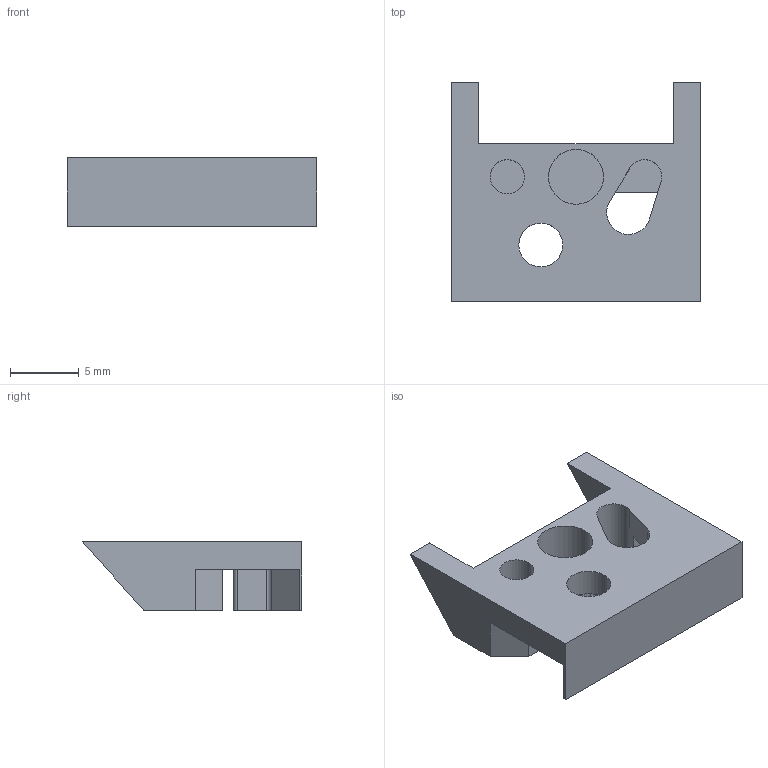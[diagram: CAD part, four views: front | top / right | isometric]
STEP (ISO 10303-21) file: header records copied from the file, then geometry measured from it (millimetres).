
FILE_DESCRIPTION (( 'STEP AP203' ), '1' );
FILE_NAME ('diyk_hot_swap_plate.STEP', '2023-02-16T21:51:11', ( '' ), ( '' ), 'SwSTEP 2.0', 'SolidWorks 2020', '' );
FILE_SCHEMA (( 'CONFIG_CONTROL_DESIGN' ));
Length unit declared in the file: millimetre
Products named in the file (1): diyk_hot_swap_plate
Bounding box: 18.2 x 16 x 5 mm (x, y, z)
Volume: 707.9 mm3; surface area: 975.4 mm2
Topology: 1 solids, 1 shells, 43 faces, 120 edges, 80 vertices
Faces by surface type: plane 28, cylinder 15
Entity records: 1469 total; most frequent: CARTESIAN_POINT 244, ORIENTED_EDGE 240, DIRECTION 238, EDGE_CURVE 120, LINE 90, VECTOR 90, VERTEX_POINT 80, AXIS2_PLACEMENT_3D 74
